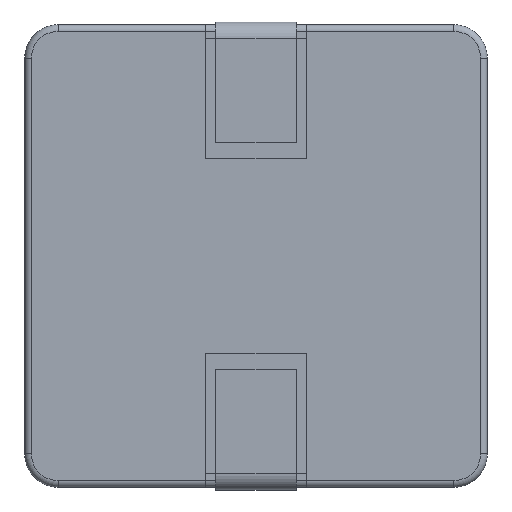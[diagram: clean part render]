
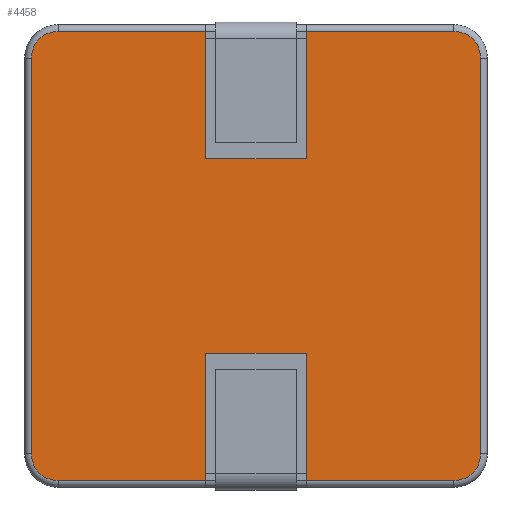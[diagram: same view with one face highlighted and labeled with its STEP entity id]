
A CAD part, front view. The second image highlights one B-rep face of the part: STEP entity #4458.
In plain terms, the highlighted planar face has unit normal (0, -1, 0).
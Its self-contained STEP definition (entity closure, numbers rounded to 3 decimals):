
#9 = VECTOR ( 'NONE', #244, 1000. ) ;
#62 = EDGE_CURVE ( 'NONE', #2513, #6258, #642, .T. ) ;
#78 = VECTOR ( 'NONE', #6839, 1000. ) ;
#124 = ORIENTED_EDGE ( 'NONE', *, *, #965, .T. ) ;
#142 = ORIENTED_EDGE ( 'NONE', *, *, #6402, .T. ) ;
#201 = DIRECTION ( 'NONE',  ( -1., 0., 0. ) ) ;
#212 = ORIENTED_EDGE ( 'NONE', *, *, #4045, .T. ) ;
#244 = DIRECTION ( 'NONE',  ( 0., 0., 1. ) ) ;
#265 = CARTESIAN_POINT ( 'NONE',  ( 0.75, 0., -3.35 ) ) ;
#422 = LINE ( 'NONE', #1445, #78 ) ;
#474 = DIRECTION ( 'NONE',  ( -1., 0., 0. ) ) ;
#642 = CIRCLE ( 'NONE', #7296, 0.4 ) ;
#669 = VERTEX_POINT ( 'NONE', #4149 ) ;
#706 = CARTESIAN_POINT ( 'NONE',  ( 0.75, 0., -1.45 ) ) ;
#730 = VERTEX_POINT ( 'NONE', #6602 ) ;
#777 = VERTEX_POINT ( 'NONE', #706 ) ;
#780 = EDGE_CURVE ( 'NONE', #5807, #3516, #7410, .T. ) ;
#802 = CARTESIAN_POINT ( 'NONE',  ( -0.75, 0., -1.45 ) ) ;
#910 = VERTEX_POINT ( 'NONE', #3715 ) ;
#920 = EDGE_CURVE ( 'NONE', #7236, #2241, #6859, .T. ) ;
#939 = LINE ( 'NONE', #3269, #4284 ) ;
#965 = EDGE_CURVE ( 'NONE', #6258, #7236, #2408, .T. ) ;
#972 = ORIENTED_EDGE ( 'NONE', *, *, #2929, .T. ) ;
#1047 = DIRECTION ( 'NONE',  ( 0., -1., 0. ) ) ;
#1143 = DIRECTION ( 'NONE',  ( 0., -1., 0. ) ) ;
#1341 = PLANE ( 'NONE',  #2291 ) ;
#1365 = VECTOR ( 'NONE', #4867, 1000. ) ;
#1408 = CARTESIAN_POINT ( 'NONE',  ( -2.95, 0., 3.35 ) ) ;
#1411 = VERTEX_POINT ( 'NONE', #265 ) ;
#1445 = CARTESIAN_POINT ( 'NONE',  ( -0.75, 0., -3.45 ) ) ;
#1591 = AXIS2_PLACEMENT_3D ( 'NONE', #2540, #7335, #5036 ) ;
#1660 = CARTESIAN_POINT ( 'NONE',  ( -0.75, 0., -3.35 ) ) ;
#1763 = EDGE_CURVE ( 'NONE', #6977, #910, #2456, .T. ) ;
#1828 = DIRECTION ( 'NONE',  ( 0., 0., -1. ) ) ;
#1870 = EDGE_CURVE ( 'NONE', #910, #5807, #7212, .T. ) ;
#1906 = VECTOR ( 'NONE', #4992, 1000. ) ;
#1968 = DIRECTION ( 'NONE',  ( 0., 1., 0. ) ) ;
#2089 = CIRCLE ( 'NONE', #2761, 0.4 ) ;
#2158 = ORIENTED_EDGE ( 'NONE', *, *, #62, .T. ) ;
#2228 = VERTEX_POINT ( 'NONE', #1408 ) ;
#2230 = EDGE_CURVE ( 'NONE', #2228, #6977, #2089, .T. ) ;
#2241 = VERTEX_POINT ( 'NONE', #2708 ) ;
#2291 = AXIS2_PLACEMENT_3D ( 'NONE', #4302, #1968, #5519 ) ;
#2318 = CARTESIAN_POINT ( 'NONE',  ( 2.95, 0., -2.95 ) ) ;
#2408 = LINE ( 'NONE', #3782, #9 ) ;
#2456 = LINE ( 'NONE', #6408, #5251 ) ;
#2513 = VERTEX_POINT ( 'NONE', #7539 ) ;
#2540 = CARTESIAN_POINT ( 'NONE',  ( 2.95, 0., 2.95 ) ) ;
#2565 = ORIENTED_EDGE ( 'NONE', *, *, #1763, .T. ) ;
#2585 = CARTESIAN_POINT ( 'NONE',  ( -0.75, 0., 1.45 ) ) ;
#2708 = CARTESIAN_POINT ( 'NONE',  ( 2.95, 0., 3.35 ) ) ;
#2761 = AXIS2_PLACEMENT_3D ( 'NONE', #3702, #3693, #6742 ) ;
#2929 = EDGE_CURVE ( 'NONE', #3516, #5852, #422, .T. ) ;
#3003 = ORIENTED_EDGE ( 'NONE', *, *, #780, .T. ) ;
#3007 = CARTESIAN_POINT ( 'NONE',  ( 0.75, 0., -3.45 ) ) ;
#3012 = LINE ( 'NONE', #2585, #5520 ) ;
#3066 = EDGE_CURVE ( 'NONE', #1411, #2513, #6088, .T. ) ;
#3075 = CARTESIAN_POINT ( 'NONE',  ( 0., 0., -3.35 ) ) ;
#3173 = EDGE_CURVE ( 'NONE', #669, #2228, #5539, .T. ) ;
#3269 = CARTESIAN_POINT ( 'NONE',  ( 0., 0., 3.35 ) ) ;
#3366 = FACE_OUTER_BOUND ( 'NONE', #7075, .T. ) ;
#3470 = CARTESIAN_POINT ( 'NONE',  ( 0.75, 0., 3.45 ) ) ;
#3479 = VECTOR ( 'NONE', #4074, 1000. ) ;
#3516 = VERTEX_POINT ( 'NONE', #1660 ) ;
#3575 = EDGE_CURVE ( 'NONE', #777, #1411, #3838, .T. ) ;
#3581 = VECTOR ( 'NONE', #6407, 1000. ) ;
#3693 = DIRECTION ( 'NONE',  ( 0., -1., 0. ) ) ;
#3702 = CARTESIAN_POINT ( 'NONE',  ( -2.95, 0., 2.95 ) ) ;
#3715 = CARTESIAN_POINT ( 'NONE',  ( -3.35, 0., -2.95 ) ) ;
#3741 = ORIENTED_EDGE ( 'NONE', *, *, #2230, .T. ) ;
#3782 = CARTESIAN_POINT ( 'NONE',  ( 3.35, 0., 0. ) ) ;
#3838 = LINE ( 'NONE', #3007, #3479 ) ;
#3968 = ORIENTED_EDGE ( 'NONE', *, *, #3066, .T. ) ;
#4029 = LINE ( 'NONE', #5299, #6823 ) ;
#4036 = CARTESIAN_POINT ( 'NONE',  ( 0., 0., 3.35 ) ) ;
#4037 = DIRECTION ( 'NONE',  ( 0., 0., 1. ) ) ;
#4045 = EDGE_CURVE ( 'NONE', #2241, #4119, #939, .T. ) ;
#4074 = DIRECTION ( 'NONE',  ( 0., 0., -1. ) ) ;
#4119 = VERTEX_POINT ( 'NONE', #5207 ) ;
#4149 = CARTESIAN_POINT ( 'NONE',  ( -0.75, 0., 3.35 ) ) ;
#4284 = VECTOR ( 'NONE', #5744, 1000. ) ;
#4302 = CARTESIAN_POINT ( 'NONE',  ( 0., 0., 0. ) ) ;
#4458 = ADVANCED_FACE ( 'NONE', ( #3366 ), #1341, .F. ) ;
#4465 = ORIENTED_EDGE ( 'NONE', *, *, #3173, .T. ) ;
#4550 = ORIENTED_EDGE ( 'NONE', *, *, #3575, .T. ) ;
#4802 = CARTESIAN_POINT ( 'NONE',  ( -2.95, 0., -2.95 ) ) ;
#4867 = DIRECTION ( 'NONE',  ( 1., 0., 0. ) ) ;
#4924 = ORIENTED_EDGE ( 'NONE', *, *, #6556, .T. ) ;
#4935 = DIRECTION ( 'NONE',  ( 0., 0., 1. ) ) ;
#4992 = DIRECTION ( 'NONE',  ( 1., 0., 0. ) ) ;
#5036 = DIRECTION ( 'NONE',  ( 0., 0., 1. ) ) ;
#5150 = ORIENTED_EDGE ( 'NONE', *, *, #1870, .T. ) ;
#5207 = CARTESIAN_POINT ( 'NONE',  ( 0.75, 0., 3.35 ) ) ;
#5251 = VECTOR ( 'NONE', #1828, 1000. ) ;
#5299 = CARTESIAN_POINT ( 'NONE',  ( -0.75, 0., 3.45 ) ) ;
#5364 = VECTOR ( 'NONE', #6931, 1000. ) ;
#5367 = CARTESIAN_POINT ( 'NONE',  ( -0.75, 0., -1.45 ) ) ;
#5519 = DIRECTION ( 'NONE',  ( 0., 0., 1. ) ) ;
#5520 = VECTOR ( 'NONE', #201, 1000. ) ;
#5522 = ORIENTED_EDGE ( 'NONE', *, *, #5570, .T. ) ;
#5539 = LINE ( 'NONE', #4036, #6552 ) ;
#5570 = EDGE_CURVE ( 'NONE', #730, #6326, #3012, .T. ) ;
#5721 = LINE ( 'NONE', #802, #1906 ) ;
#5744 = DIRECTION ( 'NONE',  ( -1., 0., 0. ) ) ;
#5807 = VERTEX_POINT ( 'NONE', #6328 ) ;
#5852 = VERTEX_POINT ( 'NONE', #5367 ) ;
#5903 = ORIENTED_EDGE ( 'NONE', *, *, #920, .T. ) ;
#5995 = DIRECTION ( 'NONE',  ( 0., 0., 1. ) ) ;
#6050 = EDGE_CURVE ( 'NONE', #5852, #777, #5721, .T. ) ;
#6088 = LINE ( 'NONE', #7468, #5364 ) ;
#6258 = VERTEX_POINT ( 'NONE', #7427 ) ;
#6326 = VERTEX_POINT ( 'NONE', #7529 ) ;
#6328 = CARTESIAN_POINT ( 'NONE',  ( -2.95, 0., -3.35 ) ) ;
#6333 = AXIS2_PLACEMENT_3D ( 'NONE', #4802, #1143, #5995 ) ;
#6392 = CARTESIAN_POINT ( 'NONE',  ( -3.35, 0., 2.95 ) ) ;
#6402 = EDGE_CURVE ( 'NONE', #4119, #730, #7562, .T. ) ;
#6407 = DIRECTION ( 'NONE',  ( 0., 0., -1. ) ) ;
#6408 = CARTESIAN_POINT ( 'NONE',  ( -3.35, 0., 0. ) ) ;
#6552 = VECTOR ( 'NONE', #474, 1000. ) ;
#6556 = EDGE_CURVE ( 'NONE', #6326, #669, #4029, .T. ) ;
#6602 = CARTESIAN_POINT ( 'NONE',  ( 0.75, 0., 1.45 ) ) ;
#6742 = DIRECTION ( 'NONE',  ( 0., 0., 1. ) ) ;
#6823 = VECTOR ( 'NONE', #4935, 1000. ) ;
#6839 = DIRECTION ( 'NONE',  ( 0., 0., 1. ) ) ;
#6859 = CIRCLE ( 'NONE', #1591, 0.4 ) ;
#6931 = DIRECTION ( 'NONE',  ( 1., 0., 0. ) ) ;
#6977 = VERTEX_POINT ( 'NONE', #6392 ) ;
#7058 = CARTESIAN_POINT ( 'NONE',  ( 3.35, 0., 2.95 ) ) ;
#7075 = EDGE_LOOP ( 'NONE', ( #4924, #4465, #3741, #2565, #5150, #3003, #972, #7544, #4550, #3968, #2158, #124, #5903, #212, #142, #5522 ) ) ;
#7212 = CIRCLE ( 'NONE', #6333, 0.4 ) ;
#7236 = VERTEX_POINT ( 'NONE', #7058 ) ;
#7296 = AXIS2_PLACEMENT_3D ( 'NONE', #2318, #1047, #4037 ) ;
#7335 = DIRECTION ( 'NONE',  ( 0., -1., 0. ) ) ;
#7410 = LINE ( 'NONE', #3075, #1365 ) ;
#7427 = CARTESIAN_POINT ( 'NONE',  ( 3.35, 0., -2.95 ) ) ;
#7468 = CARTESIAN_POINT ( 'NONE',  ( 0., 0., -3.35 ) ) ;
#7529 = CARTESIAN_POINT ( 'NONE',  ( -0.75, 0., 1.45 ) ) ;
#7539 = CARTESIAN_POINT ( 'NONE',  ( 2.95, 0., -3.35 ) ) ;
#7544 = ORIENTED_EDGE ( 'NONE', *, *, #6050, .T. ) ;
#7562 = LINE ( 'NONE', #3470, #3581 ) ;
